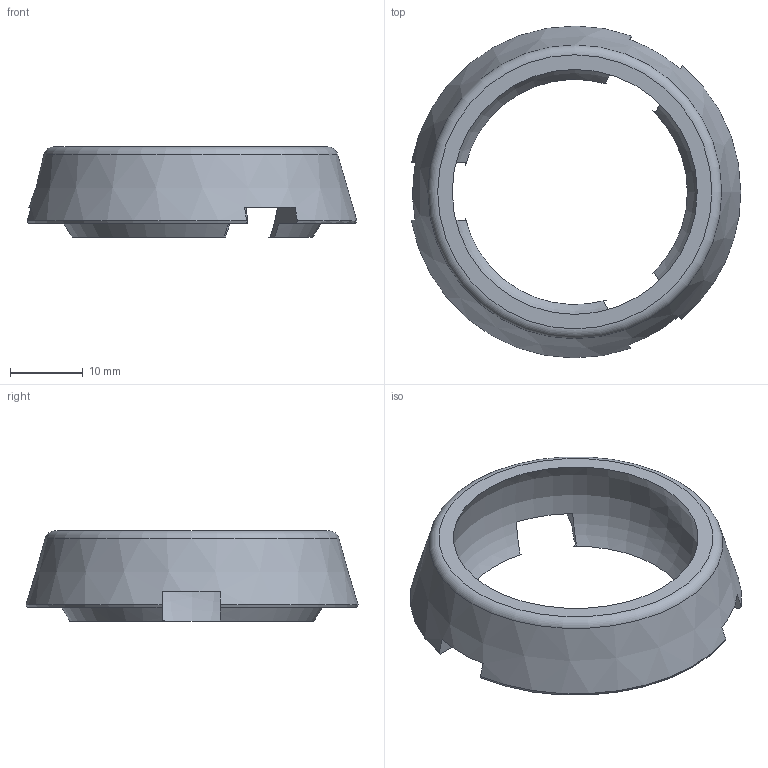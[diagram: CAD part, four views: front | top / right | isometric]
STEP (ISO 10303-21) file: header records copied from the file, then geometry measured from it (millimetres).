
FILE_DESCRIPTION(('FreeCAD Model'),'2;1');
FILE_NAME('Open CASCADE Shape Model','2025-04-21T11:47:31',(''),(''), 'Open CASCADE STEP processor 7.7','FreeCAD','Unknown');
FILE_SCHEMA(('AUTOMOTIVE_DESIGN { 1 0 10303 214 1 1 1 1 }'));
Length unit declared in the file: millimetre
Products named in the file (1): Cap
Bounding box: 45.2 x 45.54 x 12.37 mm (x, y, z)
Volume: 4841.1 mm3; surface area: 4005.5 mm2
Topology: 1 solids, 1 shells, 33 faces, 94 edges, 62 vertices
Faces by surface type: plane 22, cone 9, torus 1, revolution 1
Entity records: 1272 total; most frequent: CARTESIAN_POINT 363, DIRECTION 194, ORIENTED_EDGE 188, EDGE_CURVE 94, AXIS2_PLACEMENT_3D 80, VERTEX_POINT 62, FACE_BOUND 34, EDGE_LOOP 34
